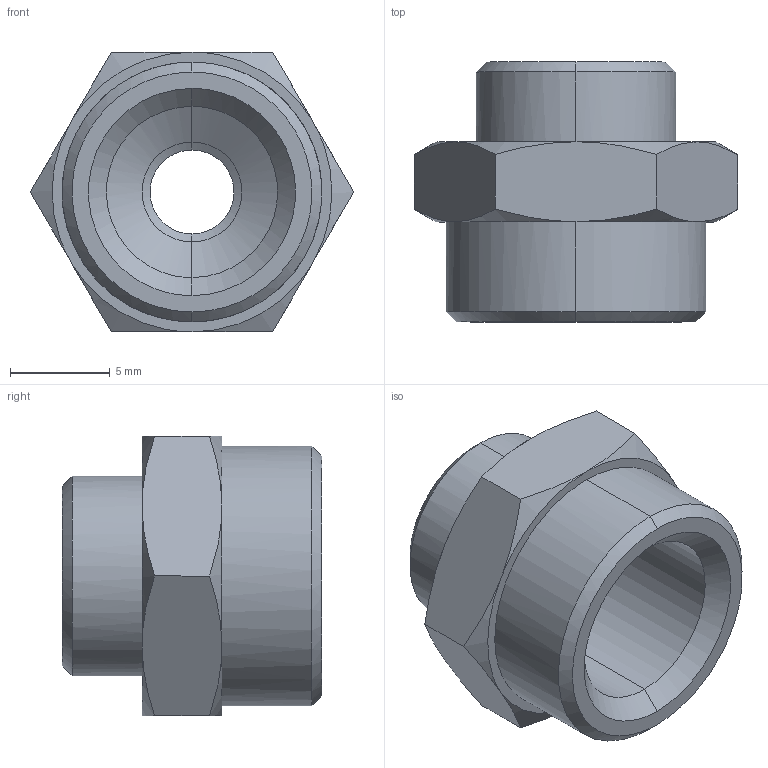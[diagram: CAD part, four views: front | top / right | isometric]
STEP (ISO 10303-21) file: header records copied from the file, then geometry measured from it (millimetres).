
FILE_DESCRIPTION (( 'STEP AP214' ), '1' );
FILE_NAME ('DRF.FFM501.STEP', '2018-09-03T09:28:52', ( '' ), ( '' ), 'SwSTEP 2.0', 'SolidWorks 2018', '' );
FILE_SCHEMA (( 'AUTOMOTIVE_DESIGN' ));
Length unit declared in the file: millimetre
Products named in the file (1): DRF.FFM501
Bounding box: 16.17 x 13 x 14 mm (x, y, z)
Volume: 2164.9 mm3; surface area: 2092.7 mm2
Topology: 2 solids, 2 shells, 80 faces, 168 edges, 96 vertices
Faces by surface type: bspline 78, cylinder 2
Entity records: 3505 total; most frequent: CARTESIAN_POINT 2387, ORIENTED_EDGE 336, EDGE_CURVE 168, B_SPLINE_CURVE_WITH_KNOTS 136, VERTEX_POINT 96, EDGE_LOOP 88, ADVANCED_FACE 80, FACE_OUTER_BOUND 80
